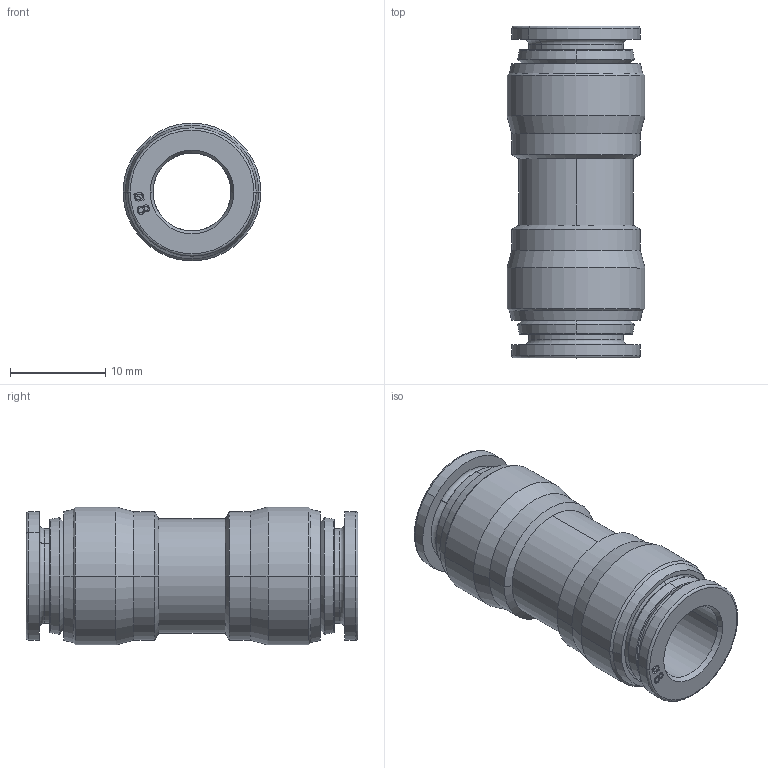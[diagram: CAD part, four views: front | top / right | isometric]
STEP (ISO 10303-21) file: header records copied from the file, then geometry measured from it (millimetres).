
FILE_DESCRIPTION (( 'STEP AP214' ), '1' );
FILE_NAME ('5904000005A.STEP', '2016-05-12T14:36:04', ( '' ), ( '' ), 'SwSTEP 2.0', 'SolidWorks 2016', '' );
FILE_SCHEMA (( 'AUTOMOTIVE_DESIGN' ));
Length unit declared in the file: millimetre
Products named in the file (1): 5904000005A
Bounding box: 14.5 x 34.9 x 14.5 mm (x, y, z)
Surface area: 2665.6 mm2 (no closed solid volume)
Topology: 0 solids, 5 shells, 163 faces, 412 edges, 264 vertices
Faces by surface type: bspline 61, plane 32, cylinder 30, cone 28, torus 12
Entity records: 9534 total; most frequent: CARTESIAN_POINT 4161, ORIENTED_EDGE 772, DIRECTION 606, EDGE_CURVE 412, VERTEX_POINT 264, AXIS2_PLACEMENT_3D 219, EDGE_LOOP 185, LINE 168
